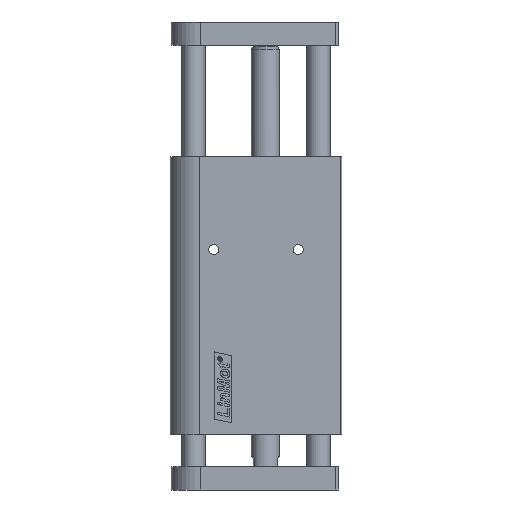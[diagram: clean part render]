
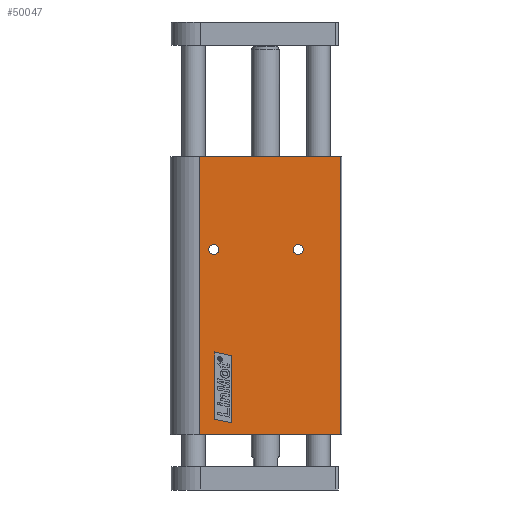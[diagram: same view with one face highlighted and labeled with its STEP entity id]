
A CAD part, left-side view. The second image highlights one B-rep face of the part: STEP entity #50047.
In plain terms, the highlighted planar face has unit normal (-1, 0, 0).
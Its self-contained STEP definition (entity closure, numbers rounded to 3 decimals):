
#506 = ORIENTED_EDGE ( 'NONE', *, *, #49492, .T. ) ;
#1852 = ORIENTED_EDGE ( 'NONE', *, *, #83357, .T. ) ;
#2457 = ORIENTED_EDGE ( 'NONE', *, *, #57674, .T. ) ;
#3702 = VECTOR ( 'NONE', #82952, 1000. ) ;
#8095 = CARTESIAN_POINT ( 'NONE',  ( -12.5, 28.5, 120. ) ) ;
#8877 = ORIENTED_EDGE ( 'NONE', *, *, #46556, .T. ) ;
#10656 = VERTEX_POINT ( 'NONE', #14502 ) ;
#11675 = EDGE_LOOP ( 'NONE', ( #45180, #41912, #1852, #2457 ) ) ;
#12508 = DIRECTION ( 'NONE',  ( 1., 0., 0. ) ) ;
#12955 = DIRECTION ( 'NONE',  ( 0., 0., 1. ) ) ;
#14502 = CARTESIAN_POINT ( 'NONE',  ( -12.5, 14.393, 34.21 ) ) ;
#15743 = LINE ( 'NONE', #86836, #79549 ) ;
#17289 = EDGE_CURVE ( 'NONE', #39277, #39277, #31387, .T. ) ;
#19677 = VERTEX_POINT ( 'NONE', #21986 ) ;
#20991 = VERTEX_POINT ( 'NONE', #88599 ) ;
#21016 = CARTESIAN_POINT ( 'NONE',  ( -12.5, -32.5, 0. ) ) ;
#21986 = CARTESIAN_POINT ( 'NONE',  ( -12.5, 21.88, 6.81 ) ) ;
#23036 = CARTESIAN_POINT ( 'NONE',  ( -12.5, 14.393, 0. ) ) ;
#23215 = EDGE_CURVE ( 'NONE', #60217, #89403, #83555, .T. ) ;
#24556 = CIRCLE ( 'NONE', #39322, 2.15 ) ;
#24569 = FACE_BOUND ( 'NONE', #11675, .T. ) ;
#24676 = DIRECTION ( 'NONE',  ( 0., 0., -1. ) ) ;
#25312 = EDGE_CURVE ( 'NONE', #26759, #26759, #24556, .T. ) ;
#26759 = VERTEX_POINT ( 'NONE', #34138 ) ;
#26813 = LINE ( 'NONE', #82728, #63996 ) ;
#29480 = EDGE_LOOP ( 'NONE', ( #88165, #81814, #8877, #506 ) ) ;
#31387 = CIRCLE ( 'NONE', #55040, 2.15 ) ;
#32077 = CARTESIAN_POINT ( 'NONE',  ( -12.5, 22.25, 80. ) ) ;
#33535 = CARTESIAN_POINT ( 'NONE',  ( -12.5, -6.341, 29.798 ) ) ;
#34138 = CARTESIAN_POINT ( 'NONE',  ( -12.5, 22.25, 77.85 ) ) ;
#35309 = VECTOR ( 'NONE', #61758, 1000. ) ;
#35541 = CARTESIAN_POINT ( 'NONE',  ( -12.5, 14.393, 5.216 ) ) ;
#36324 = ORIENTED_EDGE ( 'NONE', *, *, #25312, .T. ) ;
#38572 = VECTOR ( 'NONE', #74374, 1000. ) ;
#39124 = DIRECTION ( 'NONE',  ( 0., 1., 0. ) ) ;
#39277 = VERTEX_POINT ( 'NONE', #87799 ) ;
#39322 = AXIS2_PLACEMENT_3D ( 'NONE', #32077, #74127, #90153 ) ;
#39541 = VERTEX_POINT ( 'NONE', #73464 ) ;
#41912 = ORIENTED_EDGE ( 'NONE', *, *, #63662, .T. ) ;
#44268 = VERTEX_POINT ( 'NONE', #35541 ) ;
#44582 = DIRECTION ( 'NONE',  ( 0., 0., -1. ) ) ;
#45180 = ORIENTED_EDGE ( 'NONE', *, *, #69108, .T. ) ;
#45784 = CARTESIAN_POINT ( 'NONE',  ( -12.5, -32.5, 120. ) ) ;
#45961 = VECTOR ( 'NONE', #58638, 1000. ) ;
#46493 = CARTESIAN_POINT ( 'NONE',  ( -12.5, 28.5, 0. ) ) ;
#46556 = EDGE_CURVE ( 'NONE', #89403, #20991, #89026, .T. ) ;
#48831 = ORIENTED_EDGE ( 'NONE', *, *, #17289, .T. ) ;
#49170 = VECTOR ( 'NONE', #39124, 1000. ) ;
#49492 = EDGE_CURVE ( 'NONE', #20991, #39541, #78288, .T. ) ;
#50047 = ADVANCED_FACE ( 'NONE', ( #59706, #65680, #87849, #24569 ), #52794, .F. ) ;
#50225 = EDGE_LOOP ( 'NONE', ( #36324 ) ) ;
#51947 = EDGE_CURVE ( 'NONE', #60217, #39541, #68622, .T. ) ;
#52794 = PLANE ( 'NONE',  #87854 ) ;
#52950 = CARTESIAN_POINT ( 'NONE',  ( -12.5, -14.25, 80. ) ) ;
#53696 = CARTESIAN_POINT ( 'NONE',  ( -12.5, 28.5, 0. ) ) ;
#55040 = AXIS2_PLACEMENT_3D ( 'NONE', #52950, #67664, #44582 ) ;
#57674 = EDGE_CURVE ( 'NONE', #44268, #19677, #15743, .T. ) ;
#58638 = DIRECTION ( 'NONE',  ( 0., 0., -1. ) ) ;
#59090 = LINE ( 'NONE', #23036, #45961 ) ;
#59706 = FACE_OUTER_BOUND ( 'NONE', #29480, .T. ) ;
#60217 = VERTEX_POINT ( 'NONE', #21016 ) ;
#60414 = LINE ( 'NONE', #33535, #35309 ) ;
#61322 = VECTOR ( 'NONE', #24676, 1000. ) ;
#61758 = DIRECTION ( 'NONE',  ( 0., -0.978, -0.208 ) ) ;
#63662 = EDGE_CURVE ( 'NONE', #81433, #10656, #60414, .T. ) ;
#63996 = VECTOR ( 'NONE', #12955, 1000. ) ;
#65588 = DIRECTION ( 'NONE',  ( 0., 0.978, 0.208 ) ) ;
#65680 = FACE_BOUND ( 'NONE', #70103, .T. ) ;
#67664 = DIRECTION ( 'NONE',  ( 1., 0., 0. ) ) ;
#68192 = CARTESIAN_POINT ( 'NONE',  ( -12.5, 28.5, 120. ) ) ;
#68622 = LINE ( 'NONE', #46493, #3702 ) ;
#69108 = EDGE_CURVE ( 'NONE', #19677, #81433, #26813, .T. ) ;
#70103 = EDGE_LOOP ( 'NONE', ( #48831 ) ) ;
#73464 = CARTESIAN_POINT ( 'NONE',  ( -12.5, 28.5, 0. ) ) ;
#74127 = DIRECTION ( 'NONE',  ( 1., 0., 0. ) ) ;
#74374 = DIRECTION ( 'NONE',  ( 0., 0., 1. ) ) ;
#78288 = LINE ( 'NONE', #8095, #61322 ) ;
#79549 = VECTOR ( 'NONE', #65588, 1000. ) ;
#81433 = VERTEX_POINT ( 'NONE', #83593 ) ;
#81752 = CARTESIAN_POINT ( 'NONE',  ( -12.5, -32.5, 0. ) ) ;
#81814 = ORIENTED_EDGE ( 'NONE', *, *, #23215, .T. ) ;
#82728 = CARTESIAN_POINT ( 'NONE',  ( -12.5, 21.88, 0. ) ) ;
#82952 = DIRECTION ( 'NONE',  ( 0., 1., 0. ) ) ;
#83357 = EDGE_CURVE ( 'NONE', #10656, #44268, #59090, .T. ) ;
#83555 = LINE ( 'NONE', #81752, #38572 ) ;
#83593 = CARTESIAN_POINT ( 'NONE',  ( -12.5, 21.88, 35.803 ) ) ;
#86836 = CARTESIAN_POINT ( 'NONE',  ( -12.5, -0.438, 2.058 ) ) ;
#87799 = CARTESIAN_POINT ( 'NONE',  ( -12.5, -14.25, 77.85 ) ) ;
#87849 = FACE_BOUND ( 'NONE', #50225, .T. ) ;
#87854 = AXIS2_PLACEMENT_3D ( 'NONE', #53696, #12508, #90130 ) ;
#88165 = ORIENTED_EDGE ( 'NONE', *, *, #51947, .F. ) ;
#88599 = CARTESIAN_POINT ( 'NONE',  ( -12.5, 28.5, 120. ) ) ;
#89026 = LINE ( 'NONE', #68192, #49170 ) ;
#89403 = VERTEX_POINT ( 'NONE', #45784 ) ;
#90130 = DIRECTION ( 'NONE',  ( 0., 1., 0. ) ) ;
#90153 = DIRECTION ( 'NONE',  ( 0., 0., -1. ) ) ;
